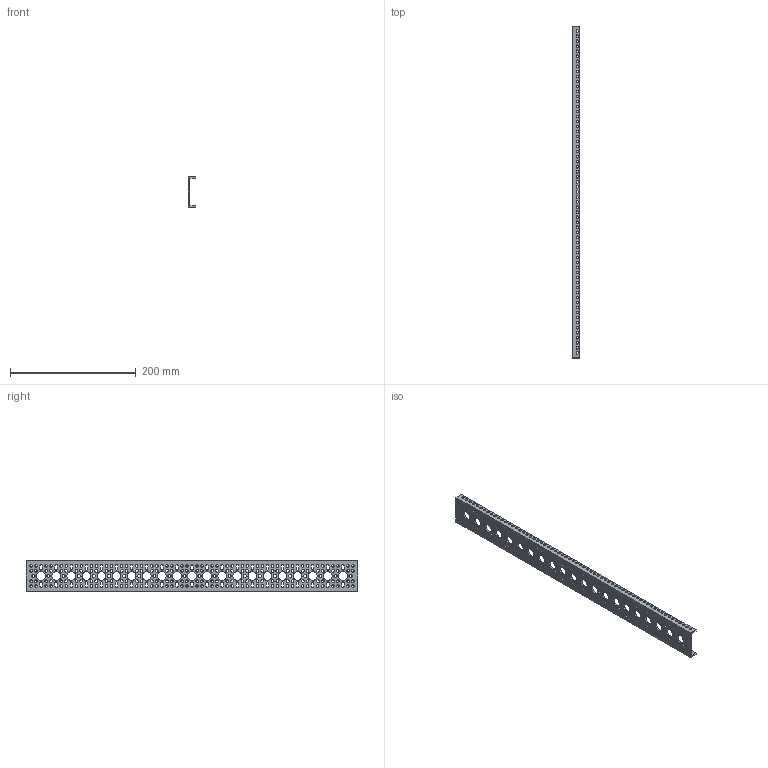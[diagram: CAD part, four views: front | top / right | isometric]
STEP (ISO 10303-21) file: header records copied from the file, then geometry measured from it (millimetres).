
FILE_DESCRIPTION (( 'STEP AP203' ), '1' );
FILE_NAME ('1107-0021-0528 rev1.STEP', '2017-05-12T20:23:57', ( '' ), ( '' ), 'SwSTEP 2.0', 'SolidWorks 2016', '' );
FILE_SCHEMA (( 'CONFIG_CONTROL_DESIGN' ));
Products named in the file (1): 1107-0021-0528 rev1
Bounding box: 12 x 528 x 48 mm (x, y, z)
Volume: 65860.2 mm3; surface area: 71033.2 mm2
Topology: 1 solids, 1 shells, 1205 faces, 3609 edges, 2406 vertices
Faces by surface type: cylinder 891, plane 314
Entity records: 43146 total; most frequent: DIRECTION 7803, CARTESIAN_POINT 7221, ORIENTED_EDGE 7218, EDGE_CURVE 3609, AXIS2_PLACEMENT_3D 2988, VERTEX_POINT 2406, EDGE_LOOP 1987, LINE 1827
